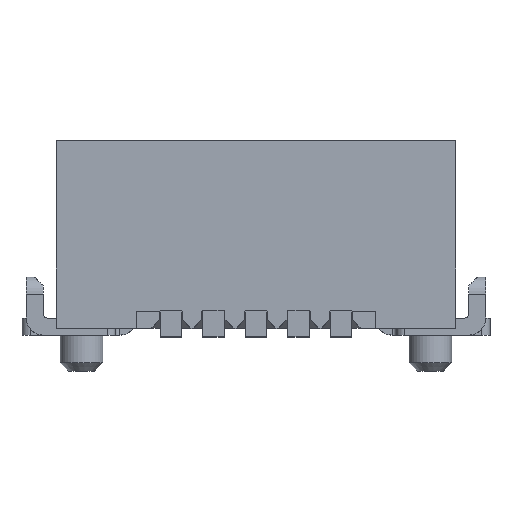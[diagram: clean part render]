
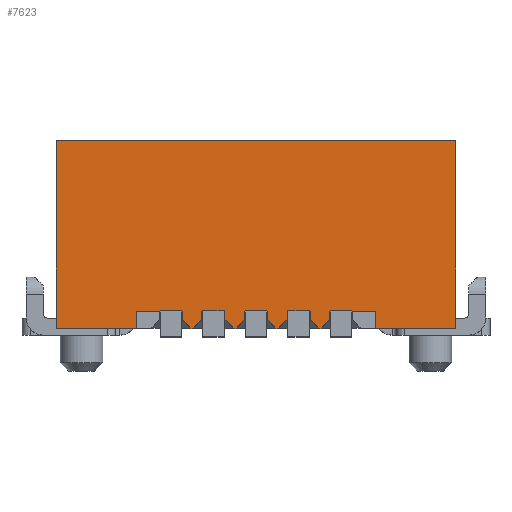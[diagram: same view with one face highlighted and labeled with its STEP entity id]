
A CAD part, top view. The second image highlights one B-rep face of the part: STEP entity #7623.
In plain terms, the highlighted planar face has unit normal (0, 0, 1).
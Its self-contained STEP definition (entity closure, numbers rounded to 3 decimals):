
#282=DIRECTION('',(1.,0.,0.));
#283=VECTOR('',#282,0.945);
#284=CARTESIAN_POINT('',(-2.35,0.,1.9));
#285=LINE('14680',#284,#283);
#302=DIRECTION('',(1.,0.,0.));
#303=VECTOR('',#302,0.03);
#304=CARTESIAN_POINT('',(-0.765,0.,1.9));
#305=LINE('6907',#304,#303);
#314=DIRECTION('',(1.,0.,0.));
#315=VECTOR('',#314,0.03);
#316=CARTESIAN_POINT('',(-0.265,0.,1.9));
#317=LINE('6685',#316,#315);
#326=DIRECTION('',(1.,0.,0.));
#327=VECTOR('',#326,0.03);
#328=CARTESIAN_POINT('',(0.235,0.,1.9));
#329=LINE('6463',#328,#327);
#338=DIRECTION('',(1.,0.,0.));
#339=VECTOR('',#338,0.03);
#340=CARTESIAN_POINT('',(0.735,0.,1.9));
#341=LINE('6241',#340,#339);
#358=DIRECTION('',(1.,0.,0.));
#359=VECTOR('',#358,0.945);
#360=CARTESIAN_POINT('',(1.405,0.,1.9));
#361=LINE('14598',#360,#359);
#554=DIRECTION('',(1.,0.,0.));
#555=VECTOR('',#554,0.54);
#556=CARTESIAN_POINT('',(-1.405,0.2,1.9));
#557=LINE('14703',#556,#555);
#570=DIRECTION('',(1.,0.,0.));
#571=VECTOR('',#570,0.54);
#572=CARTESIAN_POINT('',(0.865,0.2,1.9));
#573=LINE('14624',#572,#571);
#1470=DIRECTION('',(1.,0.,0.));
#1471=VECTOR('',#1470,4.7);
#1472=CARTESIAN_POINT('',(-2.35,2.2,1.9));
#1473=LINE('61',#1472,#1471);
#1886=DIRECTION('',(0.,1.,0.));
#1887=VECTOR('',#1886,2.2);
#1888=CARTESIAN_POINT('',(2.35,0.,1.9));
#1889=LINE('81',#1888,#1887);
#2922=DIRECTION('',(0.,1.,0.));
#2923=VECTOR('',#2922,0.2);
#2924=CARTESIAN_POINT('',(-1.405,0.,1.9));
#2925=LINE('14567',#2924,#2923);
#2926=DIRECTION('',(0.,1.,0.));
#2927=VECTOR('',#2926,2.2);
#2928=CARTESIAN_POINT('',(-2.35,0.,1.9));
#2929=LINE('79',#2928,#2927);
#2930=DIRECTION('',(0.,1.,0.));
#2931=VECTOR('',#2930,0.2);
#2932=CARTESIAN_POINT('',(1.405,0.,1.9));
#2933=LINE('14566',#2932,#2931);
#2934=DIRECTION('',(0.,1.,0.));
#2935=VECTOR('',#2934,0.1);
#2936=CARTESIAN_POINT('',(0.865,0.1,1.9));
#2937=LINE('1397',#2936,#2935);
#2938=DIRECTION('',(0.707,0.707,0.));
#2939=VECTOR('',#2938,0.141);
#2940=CARTESIAN_POINT('',(0.765,0.,1.9));
#2941=LINE('1379',#2940,#2939);
#2942=DIRECTION('',(0.707,-0.707,0.));
#2943=VECTOR('',#2942,0.141);
#2944=CARTESIAN_POINT('',(0.635,0.1,1.9));
#2945=LINE('6224',#2944,#2943);
#2946=DIRECTION('',(0.,1.,0.));
#2947=VECTOR('',#2946,0.1);
#2948=CARTESIAN_POINT('',(0.635,0.1,1.9));
#2949=LINE('6237',#2948,#2947);
#2950=DIRECTION('',(1.,0.,0.));
#2951=VECTOR('',#2950,0.27);
#2952=CARTESIAN_POINT('',(0.365,0.2,1.9));
#2953=LINE('6047',#2952,#2951);
#2954=DIRECTION('',(0.,1.,0.));
#2955=VECTOR('',#2954,0.1);
#2956=CARTESIAN_POINT('',(0.365,0.1,1.9));
#2957=LINE('6236',#2956,#2955);
#2958=DIRECTION('',(0.707,0.707,0.));
#2959=VECTOR('',#2958,0.141);
#2960=CARTESIAN_POINT('',(0.265,0.,1.9));
#2961=LINE('6218',#2960,#2959);
#2962=DIRECTION('',(0.707,-0.707,0.));
#2963=VECTOR('',#2962,0.141);
#2964=CARTESIAN_POINT('',(0.135,0.1,1.9));
#2965=LINE('6446',#2964,#2963);
#2966=DIRECTION('',(0.,1.,0.));
#2967=VECTOR('',#2966,0.1);
#2968=CARTESIAN_POINT('',(0.135,0.1,1.9));
#2969=LINE('6459',#2968,#2967);
#2970=DIRECTION('',(1.,0.,0.));
#2971=VECTOR('',#2970,0.27);
#2972=CARTESIAN_POINT('',(-0.135,0.2,1.9));
#2973=LINE('6269',#2972,#2971);
#2974=DIRECTION('',(0.,1.,0.));
#2975=VECTOR('',#2974,0.1);
#2976=CARTESIAN_POINT('',(-0.135,0.1,1.9));
#2977=LINE('6458',#2976,#2975);
#2978=DIRECTION('',(0.707,0.707,0.));
#2979=VECTOR('',#2978,0.141);
#2980=CARTESIAN_POINT('',(-0.235,0.,1.9));
#2981=LINE('6440',#2980,#2979);
#2982=DIRECTION('',(0.707,-0.707,0.));
#2983=VECTOR('',#2982,0.141);
#2984=CARTESIAN_POINT('',(-0.365,0.1,1.9));
#2985=LINE('6668',#2984,#2983);
#2986=DIRECTION('',(0.,1.,0.));
#2987=VECTOR('',#2986,0.1);
#2988=CARTESIAN_POINT('',(-0.365,0.1,1.9));
#2989=LINE('6681',#2988,#2987);
#2990=DIRECTION('',(1.,0.,0.));
#2991=VECTOR('',#2990,0.27);
#2992=CARTESIAN_POINT('',(-0.635,0.2,1.9));
#2993=LINE('6491',#2992,#2991);
#2994=DIRECTION('',(0.,1.,0.));
#2995=VECTOR('',#2994,0.1);
#2996=CARTESIAN_POINT('',(-0.635,0.1,1.9));
#2997=LINE('6680',#2996,#2995);
#2998=DIRECTION('',(0.707,0.707,0.));
#2999=VECTOR('',#2998,0.141);
#3000=CARTESIAN_POINT('',(-0.735,0.,1.9));
#3001=LINE('6662',#3000,#2999);
#3002=DIRECTION('',(0.707,-0.707,0.));
#3003=VECTOR('',#3002,0.141);
#3004=CARTESIAN_POINT('',(-0.865,0.1,1.9));
#3005=LINE('6890',#3004,#3003);
#3006=DIRECTION('',(0.,1.,0.));
#3007=VECTOR('',#3006,0.1);
#3008=CARTESIAN_POINT('',(-0.865,0.1,1.9));
#3009=LINE('6903',#3008,#3007);
#3306=CARTESIAN_POINT('',(-2.35,2.2,1.9));
#3307=CARTESIAN_POINT('',(2.35,2.2,1.9));
#3308=VERTEX_POINT('',#3306);
#3309=VERTEX_POINT('',#3307);
#3316=CARTESIAN_POINT('',(-2.35,0.,1.9));
#3317=VERTEX_POINT('',#3316);
#3318=CARTESIAN_POINT('',(2.35,0.,1.9));
#3319=VERTEX_POINT('',#3318);
#3426=CARTESIAN_POINT('',(0.865,0.2,1.9));
#3427=VERTEX_POINT('',#3426);
#3478=CARTESIAN_POINT('',(0.765,0.,1.9));
#3479=CARTESIAN_POINT('',(0.865,0.1,1.9));
#3480=VERTEX_POINT('',#3478);
#3481=VERTEX_POINT('',#3479);
#3560=CARTESIAN_POINT('',(0.365,0.2,1.9));
#3561=VERTEX_POINT('',#3560);
#3568=CARTESIAN_POINT('',(0.635,0.2,1.9));
#3569=VERTEX_POINT('',#3568);
#3656=CARTESIAN_POINT('',(-0.135,0.2,1.9));
#3657=VERTEX_POINT('',#3656);
#3664=CARTESIAN_POINT('',(0.135,0.2,1.9));
#3665=VERTEX_POINT('',#3664);
#3752=CARTESIAN_POINT('',(-0.635,0.2,1.9));
#3753=VERTEX_POINT('',#3752);
#3760=CARTESIAN_POINT('',(-0.365,0.2,1.9));
#3761=VERTEX_POINT('',#3760);
#3848=CARTESIAN_POINT('',(-0.865,0.2,1.9));
#3849=VERTEX_POINT('',#3848);
#3910=CARTESIAN_POINT('',(0.265,0.,1.9));
#3911=CARTESIAN_POINT('',(0.365,0.1,1.9));
#3912=VERTEX_POINT('',#3910);
#3913=VERTEX_POINT('',#3911);
#3914=CARTESIAN_POINT('',(0.635,0.1,1.9));
#3915=VERTEX_POINT('',#3914);
#3916=CARTESIAN_POINT('',(0.735,0.,1.9));
#3917=VERTEX_POINT('',#3916);
#3958=CARTESIAN_POINT('',(-0.235,0.,1.9));
#3959=CARTESIAN_POINT('',(-0.135,0.1,1.9));
#3960=VERTEX_POINT('',#3958);
#3961=VERTEX_POINT('',#3959);
#3962=CARTESIAN_POINT('',(0.135,0.1,1.9));
#3963=VERTEX_POINT('',#3962);
#3964=CARTESIAN_POINT('',(0.235,0.,1.9));
#3965=VERTEX_POINT('',#3964);
#4006=CARTESIAN_POINT('',(-0.735,0.,1.9));
#4007=CARTESIAN_POINT('',(-0.635,0.1,1.9));
#4008=VERTEX_POINT('',#4006);
#4009=VERTEX_POINT('',#4007);
#4010=CARTESIAN_POINT('',(-0.365,0.1,1.9));
#4011=VERTEX_POINT('',#4010);
#4012=CARTESIAN_POINT('',(-0.265,0.,1.9));
#4013=VERTEX_POINT('',#4012);
#4054=CARTESIAN_POINT('',(-0.865,0.1,1.9));
#4055=VERTEX_POINT('',#4054);
#4056=CARTESIAN_POINT('',(-0.765,0.,1.9));
#4057=VERTEX_POINT('',#4056);
#4266=CARTESIAN_POINT('',(1.405,0.,1.9));
#4267=VERTEX_POINT('',#4266);
#4268=CARTESIAN_POINT('',(-1.405,0.,1.9));
#4270=VERTEX_POINT('',#4268);
#4274=CARTESIAN_POINT('',(1.405,0.2,1.9));
#4275=VERTEX_POINT('',#4274);
#4276=CARTESIAN_POINT('',(-1.405,0.2,1.9));
#4277=VERTEX_POINT('',#4276);
#7573=CARTESIAN_POINT('',(-2.35,0.,1.9));
#7574=DIRECTION('',(0.,0.,1.));
#7575=DIRECTION('',(1.,0.,0.));
#7576=AXIS2_PLACEMENT_3D('',#7573,#7574,#7575);
#7577=PLANE('78',#7576);
#7578=ORIENTED_EDGE('14703',*,*,#4708,.F.);
#7580=ORIENTED_EDGE('14567',*,*,#7579,.F.);
#7581=ORIENTED_EDGE('14680',*,*,#4377,.F.);
#7582=ORIENTED_EDGE('79',*,*,#6488,.T.);
#7583=ORIENTED_EDGE('61',*,*,#5618,.T.);
#7584=ORIENTED_EDGE('81',*,*,#6110,.F.);
#7585=ORIENTED_EDGE('14598',*,*,#4425,.F.);
#7587=ORIENTED_EDGE('14566',*,*,#7586,.T.);
#7588=ORIENTED_EDGE('14624',*,*,#4728,.F.);
#7589=ORIENTED_EDGE('1397',*,*,#4788,.F.);
#7591=ORIENTED_EDGE('1379',*,*,#7590,.F.);
#7592=ORIENTED_EDGE('6241',*,*,#4413,.F.);
#7594=ORIENTED_EDGE('6224',*,*,#7593,.F.);
#7595=ORIENTED_EDGE('6237',*,*,#5515,.T.);
#7597=ORIENTED_EDGE('6047',*,*,#7596,.F.);
#7598=ORIENTED_EDGE('6236',*,*,#5375,.F.);
#7600=ORIENTED_EDGE('6218',*,*,#7599,.F.);
#7601=ORIENTED_EDGE('6463',*,*,#4405,.F.);
#7603=ORIENTED_EDGE('6446',*,*,#7602,.F.);
#7604=ORIENTED_EDGE('6459',*,*,#6965,.T.);
#7606=ORIENTED_EDGE('6269',*,*,#7605,.F.);
#7607=ORIENTED_EDGE('6458',*,*,#7051,.F.);
#7609=ORIENTED_EDGE('6440',*,*,#7608,.F.);
#7610=ORIENTED_EDGE('6685',*,*,#4397,.F.);
#7611=ORIENTED_EDGE('6668',*,*,#7567,.F.);
#7612=ORIENTED_EDGE('6681',*,*,#7293,.T.);
#7614=ORIENTED_EDGE('6491',*,*,#7613,.F.);
#7615=ORIENTED_EDGE('6680',*,*,#7378,.F.);
#7616=ORIENTED_EDGE('6662',*,*,#7528,.F.);
#7617=ORIENTED_EDGE('6907',*,*,#4389,.F.);
#7619=ORIENTED_EDGE('6890',*,*,#7618,.F.);
#7620=ORIENTED_EDGE('6903',*,*,#5840,.T.);
#7621=EDGE_LOOP('78',(#7578,#7580,#7581,#7582,#7583,#7584,#7585,#7587,#7588,
#7589,#7591,#7592,#7594,#7595,#7597,#7598,#7600,#7601,#7603,#7604,#7606,#7607,
#7609,#7610,#7611,#7612,#7614,#7615,#7616,#7617,#7619,#7620));
#7622=FACE_OUTER_BOUND('78',#7621,.F.);
#4377=EDGE_CURVE('14680',#3317,#4270,#285,.T.);
#4389=EDGE_CURVE('6907',#4057,#4008,#305,.T.);
#4397=EDGE_CURVE('6685',#4013,#3960,#317,.T.);
#4405=EDGE_CURVE('6463',#3965,#3912,#329,.T.);
#4413=EDGE_CURVE('6241',#3917,#3480,#341,.T.);
#4425=EDGE_CURVE('14598',#4267,#3319,#361,.T.);
#4708=EDGE_CURVE('14703',#4277,#3849,#557,.T.);
#4728=EDGE_CURVE('14624',#3427,#4275,#573,.T.);
#4788=EDGE_CURVE('1397',#3481,#3427,#2937,.T.);
#5375=EDGE_CURVE('6236',#3913,#3561,#2957,.T.);
#5515=EDGE_CURVE('6237',#3915,#3569,#2949,.T.);
#5618=EDGE_CURVE('61',#3308,#3309,#1473,.T.);
#5840=EDGE_CURVE('6903',#4055,#3849,#3009,.T.);
#6110=EDGE_CURVE('81',#3319,#3309,#1889,.T.);
#6488=EDGE_CURVE('79',#3317,#3308,#2929,.T.);
#6965=EDGE_CURVE('6459',#3963,#3665,#2969,.T.);
#7051=EDGE_CURVE('6458',#3961,#3657,#2977,.T.);
#7293=EDGE_CURVE('6681',#4011,#3761,#2989,.T.);
#7378=EDGE_CURVE('6680',#4009,#3753,#2997,.T.);
#7528=EDGE_CURVE('6662',#4008,#4009,#3001,.T.);
#7567=EDGE_CURVE('6668',#4011,#4013,#2985,.T.);
#7579=EDGE_CURVE('14567',#4270,#4277,#2925,.T.);
#7586=EDGE_CURVE('14566',#4267,#4275,#2933,.T.);
#7590=EDGE_CURVE('1379',#3480,#3481,#2941,.T.);
#7593=EDGE_CURVE('6224',#3915,#3917,#2945,.T.);
#7596=EDGE_CURVE('6047',#3561,#3569,#2953,.T.);
#7599=EDGE_CURVE('6218',#3912,#3913,#2961,.T.);
#7602=EDGE_CURVE('6446',#3963,#3965,#2965,.T.);
#7605=EDGE_CURVE('6269',#3657,#3665,#2973,.T.);
#7608=EDGE_CURVE('6440',#3960,#3961,#2981,.T.);
#7613=EDGE_CURVE('6491',#3753,#3761,#2993,.T.);
#7618=EDGE_CURVE('6890',#4055,#4057,#3005,.T.);
#7623=ADVANCED_FACE('78',(#7622),#7577,.T.);
